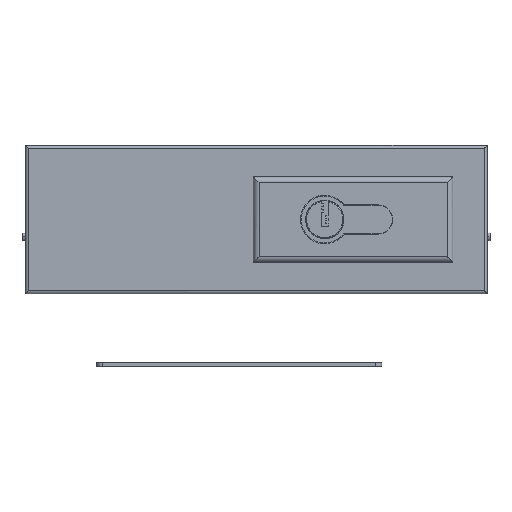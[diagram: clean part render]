
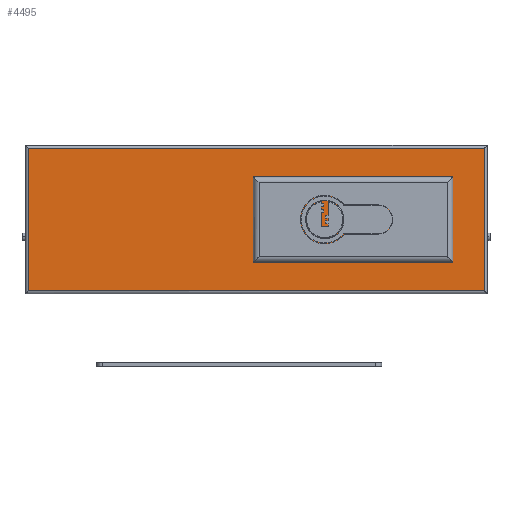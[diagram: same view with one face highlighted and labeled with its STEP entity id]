
A CAD part, top view. The second image highlights one B-rep face of the part: STEP entity #4495.
In plain terms, the highlighted planar face has unit normal (0, 0, 1).
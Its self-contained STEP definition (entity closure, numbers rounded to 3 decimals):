
#63 = ORIENTED_EDGE ( 'NONE', *, *, #9373, .T. ) ;
#69 = EDGE_CURVE ( 'NONE', #5023, #2163, #4488, .T. ) ;
#810 = EDGE_CURVE ( 'NONE', #11471, #5023, #3853, .T. ) ;
#817 = VECTOR ( 'NONE', #12818, 1000. ) ;
#1121 = VECTOR ( 'NONE', #6433, 1000. ) ;
#1158 = DIRECTION ( 'NONE',  ( 0., 1., 0. ) ) ;
#1580 = EDGE_LOOP ( 'NONE', ( #4311, #11710, #63, #10937 ) ) ;
#1948 = DIRECTION ( 'NONE',  ( 1., 0., 0. ) ) ;
#2163 = VERTEX_POINT ( 'NONE', #11749 ) ;
#2164 = CARTESIAN_POINT ( 'NONE',  ( 86., 0., 16. ) ) ;
#2332 = CARTESIAN_POINT ( 'NONE',  ( 0., 25., 16. ) ) ;
#2418 = LINE ( 'NONE', #12355, #3372 ) ;
#2839 = CARTESIAN_POINT ( 'NONE',  ( 86., -25., 16. ) ) ;
#3372 = VECTOR ( 'NONE', #1948, 1000. ) ;
#3853 = LINE ( 'NONE', #2332, #1121 ) ;
#4311 = ORIENTED_EDGE ( 'NONE', *, *, #69, .T. ) ;
#4488 = LINE ( 'NONE', #9611, #817 ) ;
#4495 = ADVANCED_FACE ( 'NONE', ( #12598 ), #5208, .T. ) ;
#5023 = VERTEX_POINT ( 'NONE', #13049 ) ;
#5208 = PLANE ( 'NONE',  #9440 ) ;
#5339 = DIRECTION ( 'NONE',  ( 1., 0., 0. ) ) ;
#6251 = DIRECTION ( 'NONE',  ( 0., 0., 1. ) ) ;
#6433 = DIRECTION ( 'NONE',  ( -1., 0., 0. ) ) ;
#7876 = EDGE_CURVE ( 'NONE', #2163, #8370, #2418, .T. ) ;
#8172 = LINE ( 'NONE', #2164, #10272 ) ;
#8370 = VERTEX_POINT ( 'NONE', #2839 ) ;
#9373 = EDGE_CURVE ( 'NONE', #8370, #11471, #8172, .T. ) ;
#9440 = AXIS2_PLACEMENT_3D ( 'NONE', #11507, #6251, #5339 ) ;
#9611 = CARTESIAN_POINT ( 'NONE',  ( -74., 0., 16. ) ) ;
#10272 = VECTOR ( 'NONE', #1158, 1000. ) ;
#10937 = ORIENTED_EDGE ( 'NONE', *, *, #810, .T. ) ;
#11471 = VERTEX_POINT ( 'NONE', #12186 ) ;
#11507 = CARTESIAN_POINT ( 'NONE',  ( 0., 0., 16. ) ) ;
#11710 = ORIENTED_EDGE ( 'NONE', *, *, #7876, .T. ) ;
#11749 = CARTESIAN_POINT ( 'NONE',  ( -74., -25., 16. ) ) ;
#12186 = CARTESIAN_POINT ( 'NONE',  ( 86., 25., 16. ) ) ;
#12355 = CARTESIAN_POINT ( 'NONE',  ( 0., -25., 16. ) ) ;
#12598 = FACE_OUTER_BOUND ( 'NONE', #1580, .T. ) ;
#12818 = DIRECTION ( 'NONE',  ( 0., -1., 0. ) ) ;
#13049 = CARTESIAN_POINT ( 'NONE',  ( -74., 25., 16. ) ) ;
